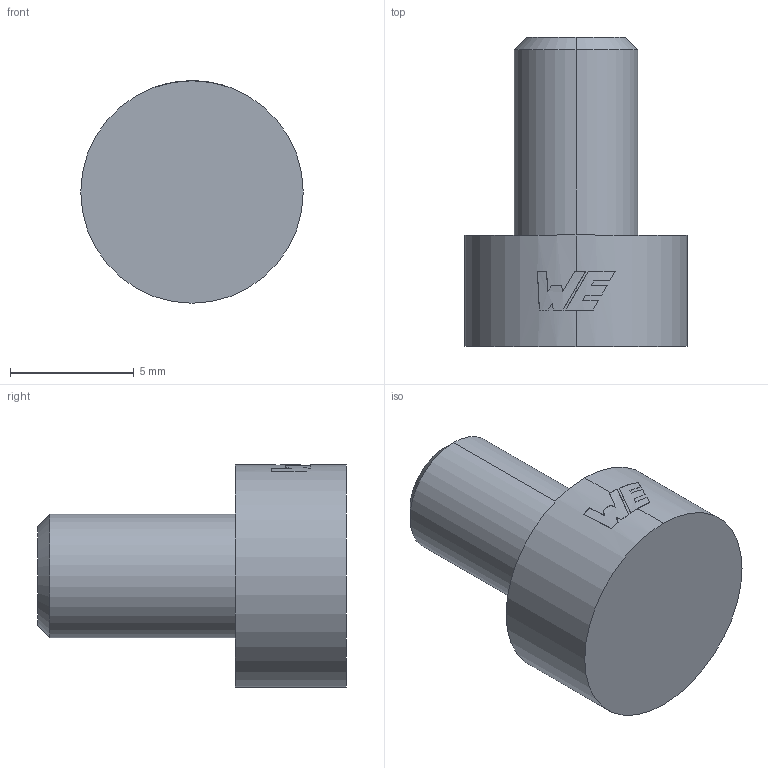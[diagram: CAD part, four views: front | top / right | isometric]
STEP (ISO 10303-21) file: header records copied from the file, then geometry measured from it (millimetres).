
FILE_DESCRIPTION (( 'STEP AP203' ), '1' );
FILE_NAME ('LF990005-B01.STEP', '2021-09-10T12:20:11', ( '' ), ( '' ), 'SwSTEP 2.0', 'SolidWorks 2018', '' );
FILE_SCHEMA (( 'CONFIG_CONTROL_DESIGN' ));
Length unit declared in the file: millimetre
Products named in the file (1): LF990005-B01
Bounding box: 9 x 12.5 x 9 mm (x, y, z)
Volume: 441.5 mm3; surface area: 375.4 mm2
Topology: 1 solids, 1 shells, 36 faces, 97 edges, 64 vertices
Faces by surface type: plane 14, bspline 14, cylinder 6, cone 2
Entity records: 1299 total; most frequent: CARTESIAN_POINT 433, ORIENTED_EDGE 194, DIRECTION 122, EDGE_CURVE 97, VERTEX_POINT 64, AXIS2_PLACEMENT_3D 57, B_SPLINE_CURVE_WITH_KNOTS 55, EDGE_LOOP 37
